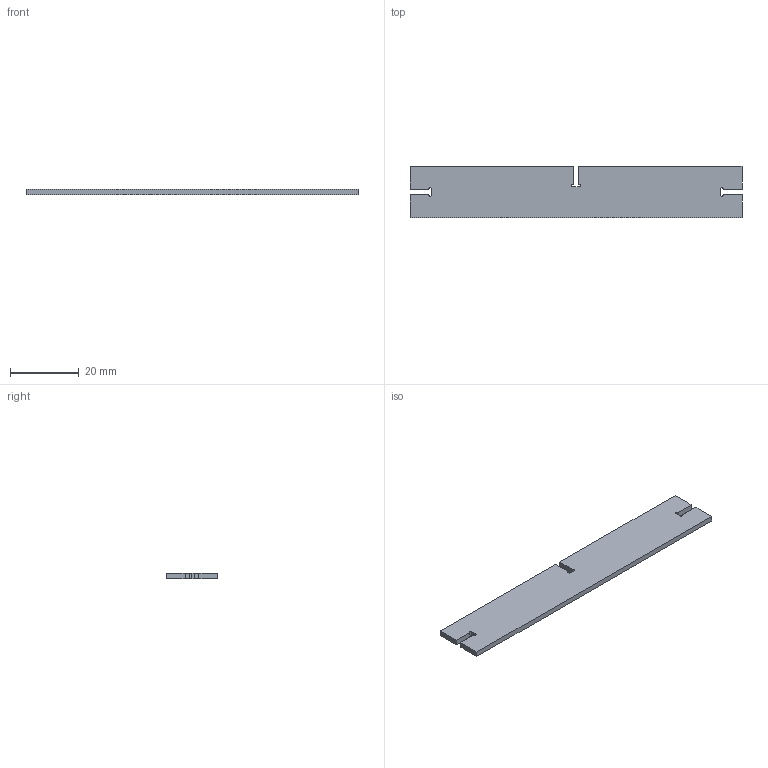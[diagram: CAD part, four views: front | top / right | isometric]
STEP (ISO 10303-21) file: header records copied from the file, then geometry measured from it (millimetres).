
FILE_DESCRIPTION(('KiCad electronic assembly'),'2;1');
FILE_NAME('strut_1.step','2022-11-24T22:54:37',('Pcbnew'),('Kicad'), 'Open CASCADE STEP processor 7.6','KiCad to STEP converter','Unknown' );
FILE_SCHEMA(('AUTOMOTIVE_DESIGN { 1 0 10303 214 1 1 1 1 }'));
Length unit declared in the file: millimetre
Products named in the file (2): strut_1 1; strut_1 PCB
Assembly tree (1 placements, depth 2):
  strut_1 1
    strut_1 PCB
Bounding box: 96.5 x 15 x 1.6 mm (x, y, z)
Volume: 2264.8 mm3; surface area: 3251.5 mm2
Topology: 1 solids, 1 shells, 41 faces, 117 edges, 78 vertices
Faces by surface type: plane 25, cylinder 16
Entity records: 2893 total; most frequent: CARTESIAN_POINT 490, DIRECTION 451, LINE 269, VECTOR 269, ORIENTED_EDGE 234, PCURVE 234, DEFINITIONAL_REPRESENTATION 234, EDGE_CURVE 117
